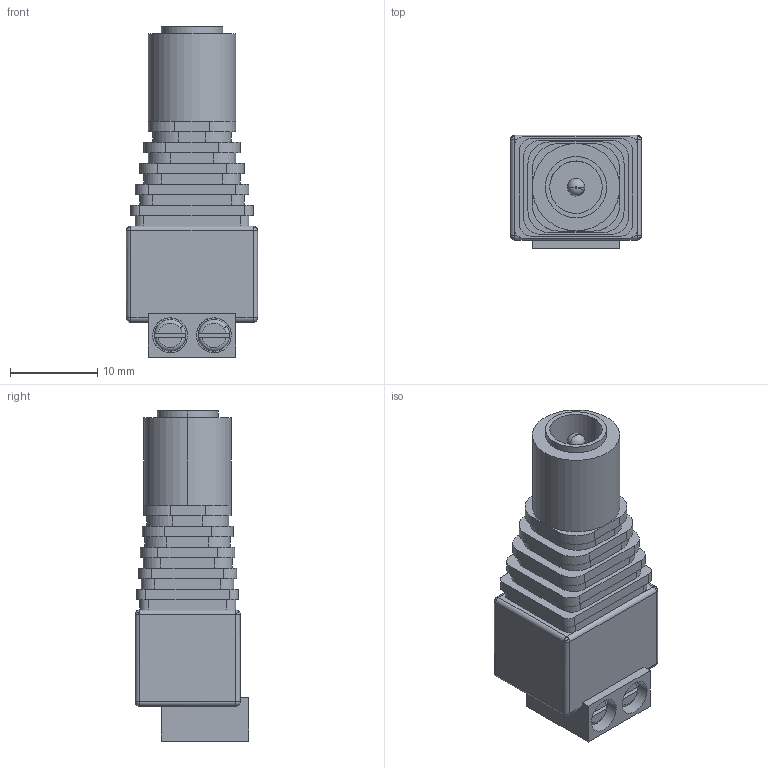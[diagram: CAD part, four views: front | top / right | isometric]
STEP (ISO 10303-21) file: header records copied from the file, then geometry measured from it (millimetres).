
FILE_DESCRIPTION(/* description */ ('12v male connector'),/* implementation_level */ '2;1');
FILE_NAME(/* name */ '12v_connector_male_.stp',/* time_stamp */ '2021-12-29T13:41:33+00:00',/* author */ ('Oscar Calero'),/* organization */ ('none'),/* preprocessor_version */ 'none',/* originating_system */ 'none',/* authorisation */ 'CC BY-NC');
FILE_SCHEMA(('AUTOMOTIVE_DESIGN { 1 0 10303 214 1 1 1 1 }'));
Length unit declared in the file: millimetre
Products named in the file (1): 12v_connector
Bounding box: 15 x 13 x 37.8 mm (x, y, z)
Volume: 4223 mm3; surface area: 2614.9 mm2
Topology: 1 solids, 1 shells, 202 faces, 518 edges, 328 vertices
Faces by surface type: plane 110, cylinder 71, sphere 12, torus 9
Entity records: 6525 total; most frequent: CARTESIAN_POINT 1319, ORIENTED_EDGE 1020, DIRECTION 812, EDGE_CURVE 510, VERTEX_POINT 328, VECTOR 325, LINE 325, AXIS2_PLACEMENT_3D 324
